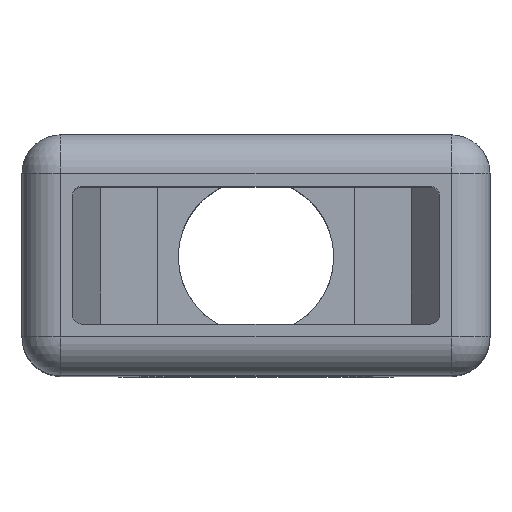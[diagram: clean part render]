
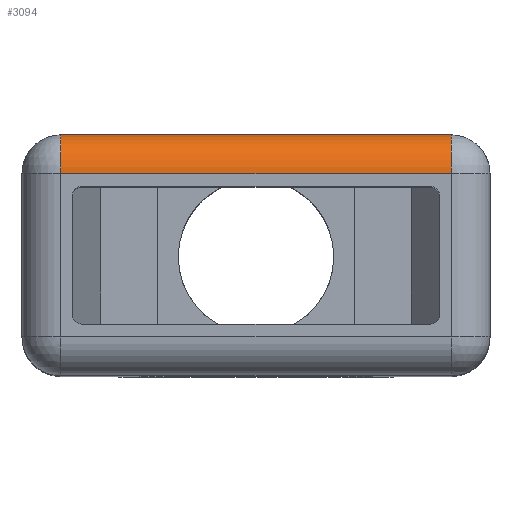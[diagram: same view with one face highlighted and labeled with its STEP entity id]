
A CAD part, top view. The second image highlights one B-rep face of the part: STEP entity #3094.
In plain terms, the highlighted cylindrical face has radius 1.27 mm (diameter 2.54 mm), a partial arc.
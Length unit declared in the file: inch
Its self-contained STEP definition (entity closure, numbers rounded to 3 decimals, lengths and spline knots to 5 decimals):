
#34 = AXIS2_PLACEMENT_3D ( 'NONE', #4094, #3548, #4048 ) ;
#670 = EDGE_CURVE ( 'NONE', #3641, #3659, #2041, .T. ) ;
#1402 = CARTESIAN_POINT ( 'NONE',  ( -0.251, 0.105, 0. ) ) ;
#1406 = CARTESIAN_POINT ( 'NONE',  ( 0.251, 0.105, 0. ) ) ;
#1670 = AXIS2_PLACEMENT_3D ( 'NONE', #7753, #7752, #7751 ) ;
#1680 = AXIS2_PLACEMENT_3D ( 'NONE', #7782, #7778, #7777 ) ;
#2036 = VECTOR ( 'NONE', #6504, 39.37008 ) ;
#2041 = LINE ( 'NONE', #8650, #2036 ) ;
#3094 = ADVANCED_FACE ( 'NONE', ( #6365 ), #6363, .T. ) ;
#3548 = DIRECTION ( 'NONE',  ( -1., 0., 0. ) ) ;
#3641 = VERTEX_POINT ( 'NONE', #1406 ) ;
#3659 = VERTEX_POINT ( 'NONE', #1402 ) ;
#4048 = DIRECTION ( 'NONE',  ( 0., 0., 1. ) ) ;
#4094 = CARTESIAN_POINT ( 'NONE',  ( 0., 0.105, -0.05 ) ) ;
#4502 = ORIENTED_EDGE ( 'NONE', *, *, #670, .F. ) ;
#4503 = ORIENTED_EDGE ( 'NONE', *, *, #13168, .F. ) ;
#4504 = ORIENTED_EDGE ( 'NONE', *, *, #9121, .F. ) ;
#4505 = ORIENTED_EDGE ( 'NONE', *, *, #13164, .T. ) ;
#5993 = VECTOR ( 'NONE', #6994, 39.37008 ) ;
#5994 = LINE ( 'NONE', #7011, #5993 ) ;
#6363 = CYLINDRICAL_SURFACE ( 'NONE', #34, 0.05 ) ;
#6365 = FACE_OUTER_BOUND ( 'NONE', #13396, .T. ) ;
#6504 = DIRECTION ( 'NONE',  ( -1., 0., 0. ) ) ;
#6994 = DIRECTION ( 'NONE',  ( 1., 0., 0. ) ) ;
#7011 = CARTESIAN_POINT ( 'NONE',  ( 0.301, 0.155, -0.05 ) ) ;
#7609 = CARTESIAN_POINT ( 'NONE',  ( -0.251, 0.155, -0.05 ) ) ;
#7610 = CARTESIAN_POINT ( 'NONE',  ( 0.251, 0.155, -0.05 ) ) ;
#7751 = DIRECTION ( 'NONE',  ( 0., 0., 1. ) ) ;
#7752 = DIRECTION ( 'NONE',  ( -1., 0., 0. ) ) ;
#7753 = CARTESIAN_POINT ( 'NONE',  ( -0.251, 0.105, -0.05 ) ) ;
#7777 = DIRECTION ( 'NONE',  ( 0., 0., -1. ) ) ;
#7778 = DIRECTION ( 'NONE',  ( -1., 0., 0. ) ) ;
#7782 = CARTESIAN_POINT ( 'NONE',  ( 0.251, 0.105, -0.05 ) ) ;
#8650 = CARTESIAN_POINT ( 'NONE',  ( -0.301, 0.105, 0. ) ) ;
#9121 = EDGE_CURVE ( 'NONE', #13271, #13270, #5994, .T. ) ;
#12247 = CIRCLE ( 'NONE', #1670, 0.05 ) ;
#12254 = CIRCLE ( 'NONE', #1680, 0.05 ) ;
#13164 = EDGE_CURVE ( 'NONE', #3641, #13270, #12254, .T. ) ;
#13168 = EDGE_CURVE ( 'NONE', #3659, #13271, #12247, .T. ) ;
#13270 = VERTEX_POINT ( 'NONE', #7610 ) ;
#13271 = VERTEX_POINT ( 'NONE', #7609 ) ;
#13396 = EDGE_LOOP ( 'NONE', ( #4505, #4504, #4503, #4502 ) ) ;
